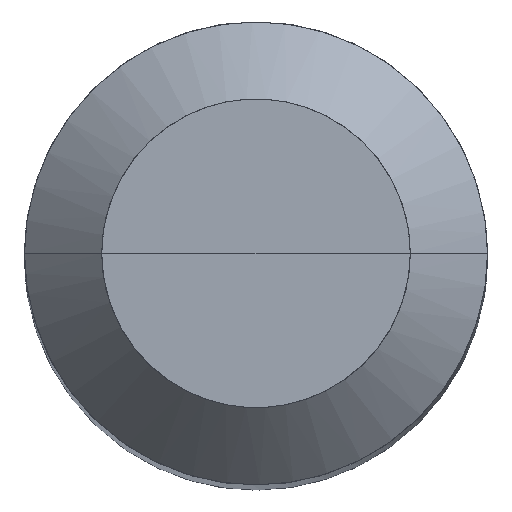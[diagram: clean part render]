
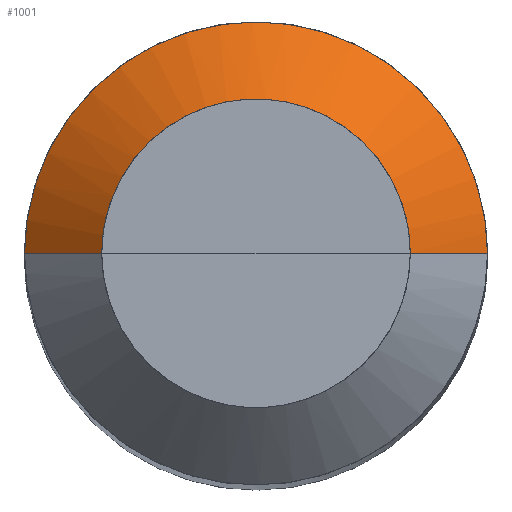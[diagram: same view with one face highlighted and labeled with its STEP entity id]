
A CAD part, top view. The second image highlights one B-rep face of the part: STEP entity #1001.
In plain terms, the highlighted free-form (B-spline) face has degree [1, 2] with [2, 5] control points.
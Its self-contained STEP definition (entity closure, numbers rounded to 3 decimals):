
#705=CARTESIAN_POINT('',(3.0,0.0,38.2));
#706=CARTESIAN_POINT('',(3.0,3.0,38.2));
#707=CARTESIAN_POINT('',(0.0,3.0,38.2));
#708=CARTESIAN_POINT('',(-3.0,3.0,38.2));
#709=CARTESIAN_POINT('',(-3.0,0.0,38.2));
#710=CARTESIAN_POINT('',(2.0,0.0,39.2));
#711=CARTESIAN_POINT('',(2.0,2.0,39.2));
#712=CARTESIAN_POINT('',(0.0,2.0,39.2));
#713=CARTESIAN_POINT('',(-2.0,2.0,39.2));
#714=CARTESIAN_POINT('',(-2.0,0.0,39.2));
#982=(
BOUNDED_SURFACE()
B_SPLINE_SURFACE(1,2,(
(#705,#706,#707,#708,#709),
(#710,#711,#712,#713,#714)
), .UNSPECIFIED.,.F.,.F.,.F.)
B_SPLINE_SURFACE_WITH_KNOTS((2,2),(3,2,3),(
0.0,1.0),(
0.0,0.5,1.0), .UNSPECIFIED.)
GEOMETRIC_REPRESENTATION_ITEM()
RATIONAL_B_SPLINE_SURFACE(((1.0,0.707,1.0,0.707,1.0),
(1.0,0.707,1.0,0.707,1.0)
))
REPRESENTATION_ITEM('')
SURFACE()
);
#983=(
BOUNDED_CURVE()
B_SPLINE_CURVE(2,(#709,#708,#707,#706,#705),.UNSPECIFIED.,.F.,.F.)
B_SPLINE_CURVE_WITH_KNOTS((3,2,3),
(0.0,0.5,1.0),.UNSPECIFIED.)
CURVE()
GEOMETRIC_REPRESENTATION_ITEM()
RATIONAL_B_SPLINE_CURVE((1.0,0.707,1.0,0.707,1.0))
REPRESENTATION_ITEM('')
);
#984=(
BOUNDED_CURVE()
B_SPLINE_CURVE(1,(#705,#710),.UNSPECIFIED.,.F.,.F.)
B_SPLINE_CURVE_WITH_KNOTS((2,2),
(0.0,1.0),.UNSPECIFIED.)
CURVE()
GEOMETRIC_REPRESENTATION_ITEM()
RATIONAL_B_SPLINE_CURVE((1.0,1.0))
REPRESENTATION_ITEM('')
);
#985=(
BOUNDED_CURVE()
B_SPLINE_CURVE(2,(#710,#711,#712,#713,#714),.UNSPECIFIED.,.F.,.F.)
B_SPLINE_CURVE_WITH_KNOTS((3,2,3),
(0.0,0.5,1.0),.UNSPECIFIED.)
CURVE()
GEOMETRIC_REPRESENTATION_ITEM()
RATIONAL_B_SPLINE_CURVE((1.0,0.707,1.0,0.707,1.0))
REPRESENTATION_ITEM('')
);
#986=(
BOUNDED_CURVE()
B_SPLINE_CURVE(1,(#714,#709),.UNSPECIFIED.,.F.,.F.)
B_SPLINE_CURVE_WITH_KNOTS((2,2),
(0.0,1.0),.UNSPECIFIED.)
CURVE()
GEOMETRIC_REPRESENTATION_ITEM()
RATIONAL_B_SPLINE_CURVE((1.0,1.0))
REPRESENTATION_ITEM('')
);
#987=VERTEX_POINT('',#705);
#988=VERTEX_POINT('',#709);
#989=VERTEX_POINT('',#710);
#990=VERTEX_POINT('',#714);
#991=EDGE_CURVE('',#988,#987,#983,.T.);
#992=EDGE_CURVE('',#987,#989,#984,.T.);
#993=EDGE_CURVE('',#989,#990,#985,.T.);
#994=EDGE_CURVE('',#990,#988,#986,.T.);
#995=ORIENTED_EDGE('',*,*,#991,.T.);
#996=ORIENTED_EDGE('',*,*,#992,.T.);
#997=ORIENTED_EDGE('',*,*,#993,.T.);
#998=ORIENTED_EDGE('',*,*,#994,.T.);
#999=EDGE_LOOP('',(#995,#996,#997,#998));
#1000=FACE_OUTER_BOUND('',#999,.T.);
#1001=ADVANCED_FACE('',(#1000),#982,.T.);
